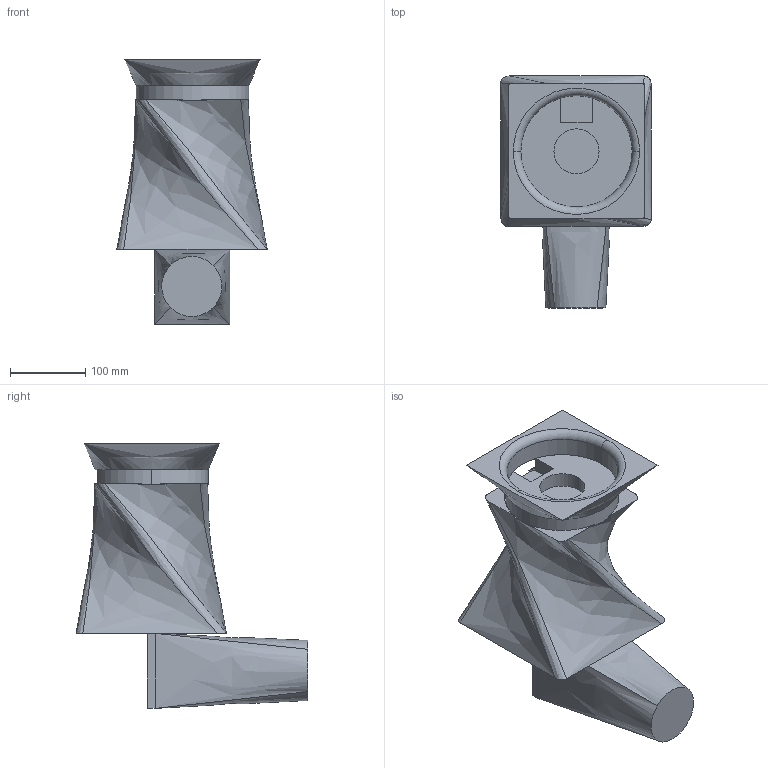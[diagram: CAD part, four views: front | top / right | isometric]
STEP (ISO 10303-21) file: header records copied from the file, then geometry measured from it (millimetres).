
FILE_DESCRIPTION (( 'STEP AP203' ), '1' );
FILE_NAME ('Assem1xx_Default_sldprt.STEP', '2023-12-04T05:56:12', ( '' ), ( '' ), 'SwSTEP 2.0', 'SolidWorks 2018', '' );
FILE_SCHEMA (( 'CONFIG_CONTROL_DESIGN' ));
Length unit declared in the file: inch
Products named in the file (1): Assem1xx_Default_sldprt
Bounding box: 200 x 308.5 x 352.18 mm (x, y, z)
Volume: 6221403.8 mm3; surface area: 360903.2 mm2
Topology: 3 solids, 3 shells, 47 faces, 114 edges, 74 vertices
Faces by surface type: plane 18, bspline 16, cylinder 11, torus 2
Entity records: 2713 total; most frequent: CARTESIAN_POINT 1656, ORIENTED_EDGE 228, DIRECTION 152, EDGE_CURVE 114, VERTEX_POINT 74, AXIS2_PLACEMENT_3D 58, EDGE_LOOP 52, B_SPLINE_CURVE_WITH_KNOTS 52
